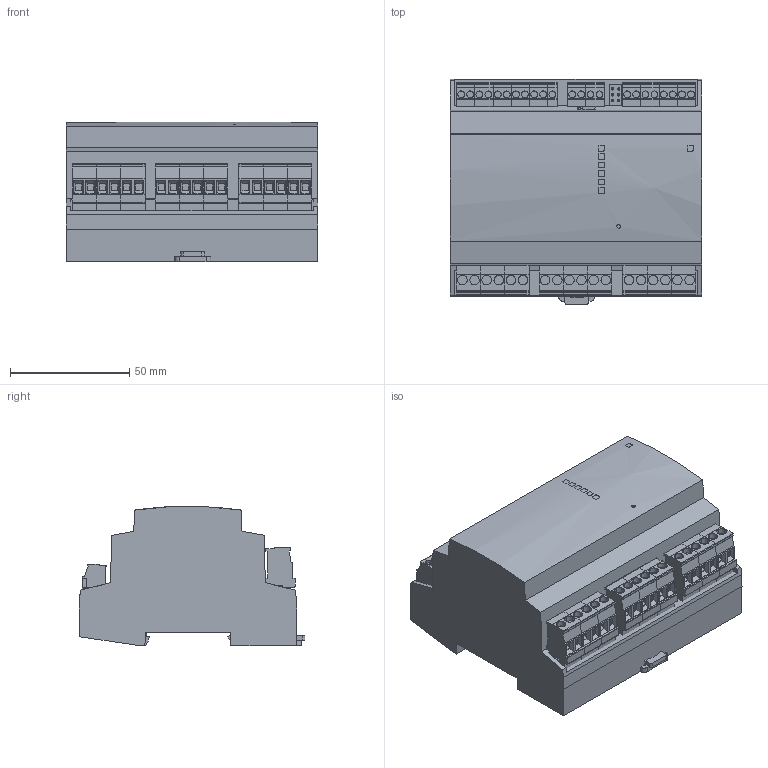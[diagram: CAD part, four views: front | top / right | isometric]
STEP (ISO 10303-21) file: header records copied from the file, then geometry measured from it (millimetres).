
FILE_DESCRIPTION(/* description */ (''),/* implementation_level */ '2;1');
FILE_NAME(/* name */ 'UVR610S-OD-MODB',/* time_stamp */ '2022-03-03T09:57:48+01:00',/* author */ (''),/* organization */ (''),/* preprocessor_version */ 'ST-DEVELOPER v16.5',/* originating_system */ 'Rhino 7.15',/* authorisation */ '');
FILE_SCHEMA (('AUTOMOTIVE_DESIGN'));
Length unit declared in the file: millimetre
Products named in the file (7): Document; Block 06; Block 05; Block 04; Block 03; Block 02; Block 01
Assembly tree (6 placements, depth 2):
  Document
    Block 06
    Block 05
    Block 04
    Block 03
    Block 02
    Block 01
Bounding box: 105.74 x 94.78 x 58.59 mm (x, y, z)
Volume: 24442.2 mm3; surface area: 69675.1 mm2
Topology: 51 solids, 124 shells, 1231 faces, 3272 edges, 2243 vertices
Faces by surface type: plane 897, cylinder 301, bspline 33
Entity records: 37346 total; most frequent: CARTESIAN_POINT 14523, ORIENTED_EDGE 6163, EDGE_CURVE 3272, VERTEX_POINT 2243, B_SPLINE_CURVE_WITH_KNOTS 2147, EDGE_LOOP 1299, DIRECTION 1240, ADVANCED_FACE 1231
